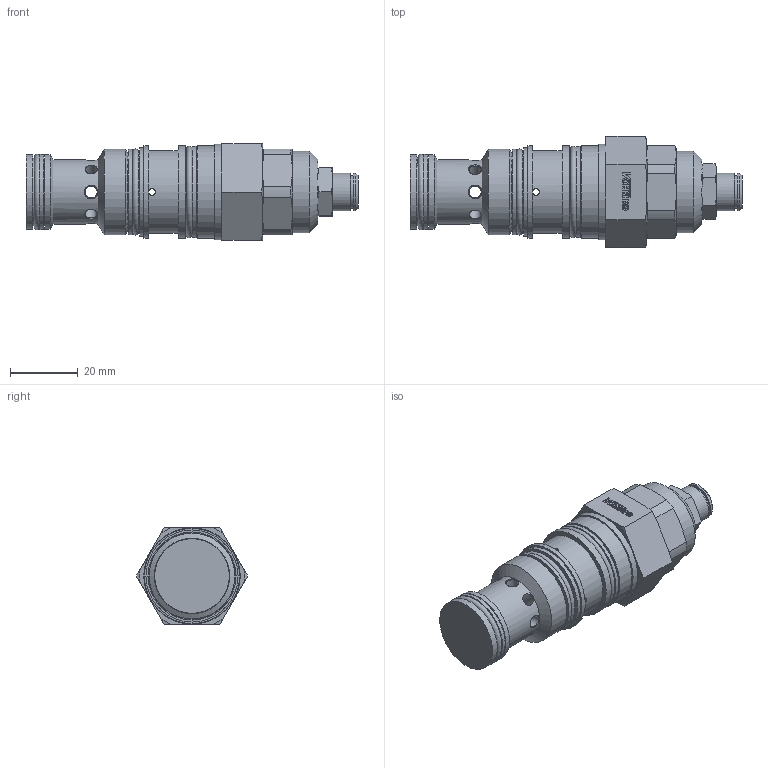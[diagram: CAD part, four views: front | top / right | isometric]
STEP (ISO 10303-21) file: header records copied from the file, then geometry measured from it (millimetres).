
FILE_DESCRIPTION((''),'2;1');
FILE_NAME('55T2.stp','2015-01-08T10:15:02',('jml'),(''),'Autodesk Inventor 2010','Autodesk Inventor 2010','');
FILE_SCHEMA(('AUTOMOTIVE_DESIGN { 1 0 10303 214 1 1 1 1 }'));
Length unit declared in the file: inch
Products named in the file (11): 55T2; 221429; 221431; 221432; 990239; 018 BACKUP; 018 O-RING; 020 O-RING; 020 BACKUP; 021 BACKUP; 021 O-RING
Assembly tree (10 placements, depth 2):
  55T2
    221429
    221431
    221432
    990239
    018 BACKUP
    018 O-RING
    020 O-RING
    020 BACKUP
    021 BACKUP
    021 O-RING
Bounding box: 98.37 x 33 x 28.57 mm (x, y, z)
Volume: 33736.4 mm3; surface area: 20059.1 mm2
Topology: 11 solids, 11 shells, 290 faces, 703 edges, 452 vertices
Faces by surface type: plane 148, cylinder 74, cone 59, bspline 6, torus 3
Full cylindrical faces by diameter (mm): 1.044 x1, 1.575 x1, 1.981 x4, 3.581 x8, 3.962 x1, 6.426 x1, 8.509 x1, 9.652 x1, 11.1 x4, 13.538 x1, 14.681 x1, 15.443 x1, 16.205 x2, 16.256 x1, 18.415 x1, 19.05 x1, 19.685 x2, 19.984 x1, 20.244 x1, 22.123 x2, 22.225 x3, 22.86 x1, 23.19 x1, 24.13 x1, 24.384 x2, 24.435 x1, 25.4 x2, 26.086 x1, 26.975 x1, 27.28 x3
Entity records: 9491 total; most frequent: CARTESIAN_POINT 2698, DIRECTION 1321, ORIENTED_EDGE 1220, EDGE_CURVE 610, AXIS2_PLACEMENT_3D 508, VERTEX_POINT 432, EDGE_LOOP 418, VECTOR 305
